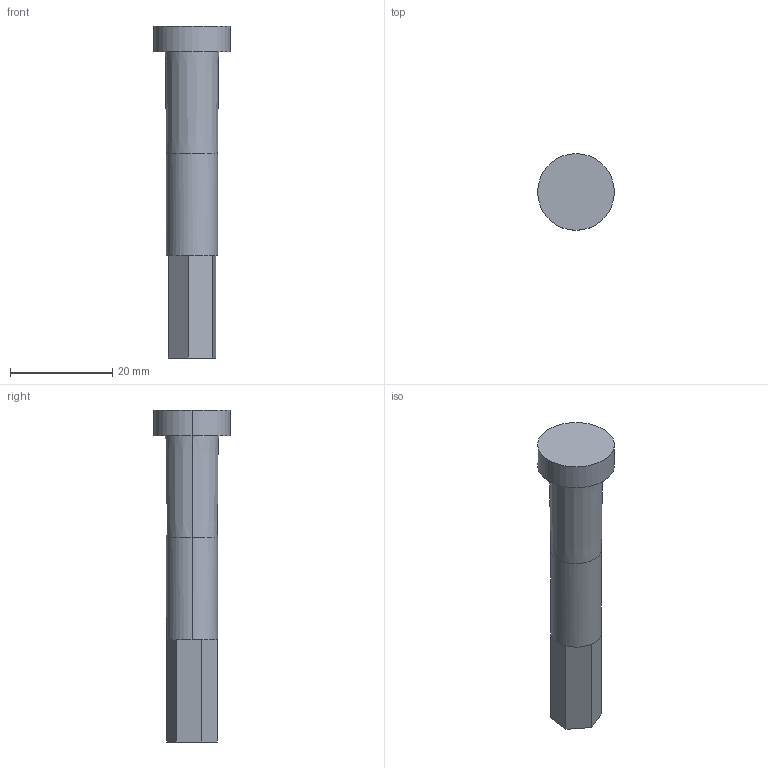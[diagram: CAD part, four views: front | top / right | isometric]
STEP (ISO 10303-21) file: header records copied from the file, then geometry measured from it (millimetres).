
FILE_DESCRIPTION (( 'STEP AP203' ), '1' );
FILE_NAME ('front bearing axel part 1.STEP', '2024-10-02T22:26:35', ( '' ), ( '' ), 'SwSTEP 2.0', 'SolidWorks 2023', '' );
FILE_SCHEMA (( 'CONFIG_CONTROL_DESIGN' ));
Length unit declared in the file: millimetre
Products named in the file (1): front bearing axel part 1
Bounding box: 15 x 15 x 65 mm (x, y, z)
Volume: 5315.5 mm3; surface area: 2527.6 mm2
Topology: 1 solids, 1 shells, 24 faces, 46 edges, 26 vertices
Faces by surface type: plane 16, cylinder 6, cone 2
Entity records: 675 total; most frequent: DIRECTION 116, CARTESIAN_POINT 97, ORIENTED_EDGE 92, EDGE_CURVE 46, AXIS2_PLACEMENT_3D 45, VERTEX_POINT 26, VECTOR 26, LINE 26
